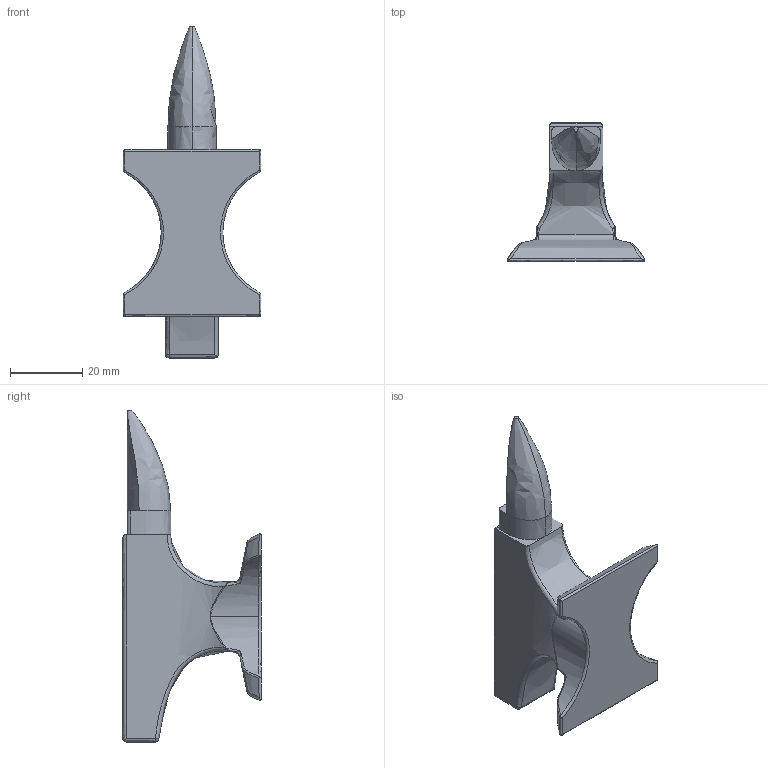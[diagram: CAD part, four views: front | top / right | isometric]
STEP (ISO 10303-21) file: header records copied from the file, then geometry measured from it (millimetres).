
FILE_DESCRIPTION(('STEP AP214'),'1');
FILE_NAME('anvil1.stp','2019-10-27T12:17:26',(' '),(' '),'Spatial InterOp 3D',' ',' ');
FILE_SCHEMA(('AUTOMOTIVE_DESIGN { 1 0 10303 214 1 1 1 1 }'));
Length unit declared in the file: metre
Products named in the file (1): Solid
Bounding box: 37.99 x 38.3 x 91.81 mm (x, y, z)
Volume: 26657.4 mm3; surface area: 8418.1 mm2
Topology: 2 solids, 2 shells, 87 faces, 259 edges, 158 vertices
Faces by surface type: bspline 67, cylinder 8, plane 8, torus 2, extrusion 1, sphere 1
Entity records: 27415 total; most frequent: CARTESIAN_POINT 24991, ORIENTED_EDGE 478, EDGE_CURVE 239, B_SPLINE_CURVE_WITH_KNOTS 188, VERTEX_POINT 156, DIRECTION 133, STYLED_ITEM 91, PRESENTATION_STYLE_ASSIGNMENT 91
